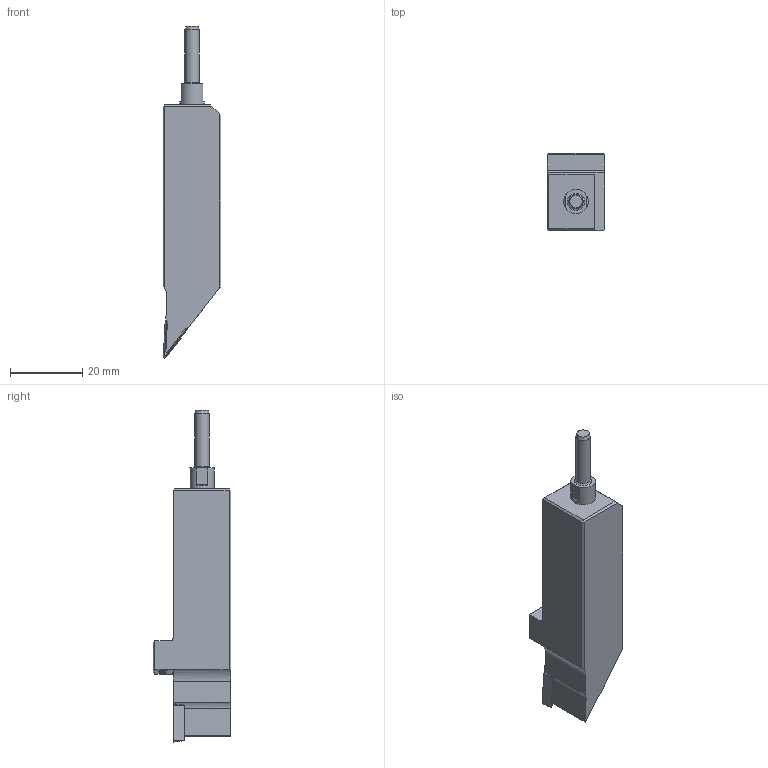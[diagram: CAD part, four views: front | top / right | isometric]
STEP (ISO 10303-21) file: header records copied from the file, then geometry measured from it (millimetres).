
FILE_DESCRIPTION(/* description */ (''),/* implementation_level */ '2;1');
FILE_NAME(/* name */ '1582697481303.stp',/* time_stamp */ '2020-02-26T11:41:37+05:00',/* author */ (''),/* organization */ ('SMS'),/* preprocessor_version */ 'ST-DEVELOPER v16.7',/* originating_system */ 'SIEMENS PLM Software NX 12.0',/* authorisation */ '');
FILE_SCHEMA (('AUTOMOTIVE_DESIGN { 1 0 10303 214 3 1 1 1 }'));
Length unit declared in the file: millimetre
Products named in the file (4): ASSEMBLY_CONSTRUCTION; IsoTurningInsert; 202877014mod000_00; 202877032mod000_00
Assembly tree (3 placements, depth 2):
  202877032mod000_00
    202877014mod000_00
    IsoTurningInsert
    ASSEMBLY_CONSTRUCTION
Bounding box: 15.97 x 21.5 x 91.75 mm (x, y, z)
Volume: 16053.3 mm3; surface area: 5269.9 mm2
Topology: 2 solids, 3 shells, 93 faces, 234 edges, 158 vertices
Faces by surface type: plane 55, cylinder 15, cone 15, torus 5, bspline 3
Full cylindrical faces by diameter (mm): 2.8 x2, 3.95 x1, 4 x1, 6.75 x1
Entity records: 4172 total; most frequent: CARTESIAN_POINT 1876, DIRECTION 451, ORIENTED_EDGE 422, EDGE_CURVE 211, AXIS2_PLACEMENT_3D 166, VERTEX_POINT 144, LINE 119, VECTOR 119
